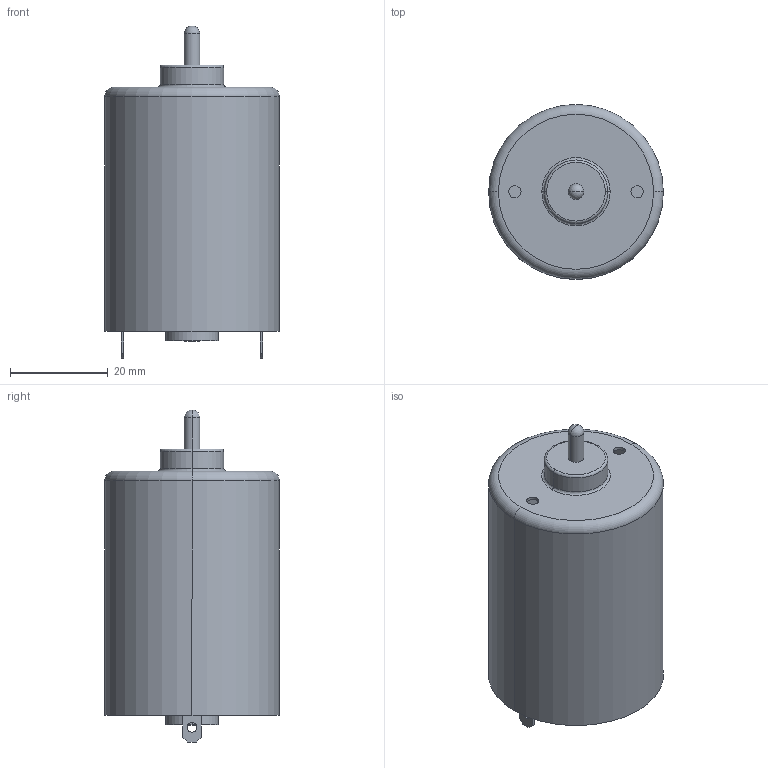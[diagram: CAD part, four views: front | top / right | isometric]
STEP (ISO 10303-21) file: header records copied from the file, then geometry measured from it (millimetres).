
FILE_DESCRIPTION((''),'2;1');
FILE_NAME('MabuchiMotor.stp','2007-01-15T08:34:45',('uidk0133'),(''),'Autodesk Inventor (R) 6.0','Autodesk Inventor (R) 6.0','');
FILE_SCHEMA(('AUTOMOTIVE_DESIGN { 1 0 10303 214 1 1 1 1 }'));
Length unit declared in the file: millimetre
Products named in the file (1): MabuchiMotor
Bounding box: 35.75 x 35.75 x 67.95 mm (x, y, z)
Volume: 5703.7 mm3; surface area: 15206.9 mm2
Topology: 1 solids, 1 shells, 80 faces, 182 edges, 117 vertices
Faces by surface type: plane 31, cylinder 30, bspline 11, torus 6, sphere 2
Entity records: 2415 total; most frequent: CARTESIAN_POINT 547, DIRECTION 404, ORIENTED_EDGE 358, EDGE_CURVE 179, AXIS2_PLACEMENT_3D 155, VERTEX_POINT 116, EDGE_LOOP 101, VECTOR 94
